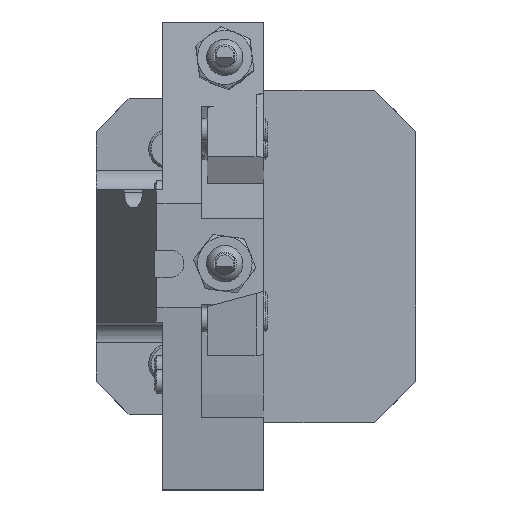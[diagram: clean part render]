
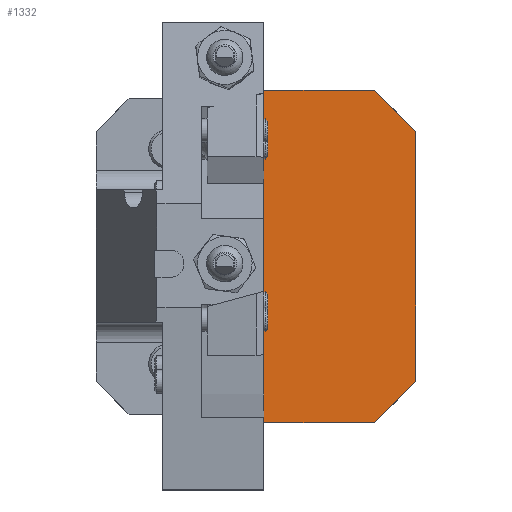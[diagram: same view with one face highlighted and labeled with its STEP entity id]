
A CAD part, top view. The second image highlights one B-rep face of the part: STEP entity #1332.
In plain terms, the highlighted planar face has unit normal (0, 0, 1).
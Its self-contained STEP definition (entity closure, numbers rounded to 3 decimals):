
#247=LINE('',#7897,#580);
#253=LINE('',#7908,#586);
#278=LINE('',#7957,#611);
#297=LINE('',#7993,#630);
#309=LINE('',#8019,#642);
#311=LINE('',#8023,#644);
#580=VECTOR('',#6188,1.);
#586=VECTOR('',#6196,1.);
#611=VECTOR('',#6233,1.);
#630=VECTOR('',#6266,1.);
#642=VECTOR('',#6292,1.);
#644=VECTOR('',#6298,1.);
#1332=ADVANCED_FACE('',(#1749),#1575,.F.);
#1575=PLANE('',#5229);
#1749=FACE_OUTER_BOUND('',#2038,.T.);
#2038=EDGE_LOOP('',(#2983,#2984,#2985,#2986,#2987,#2988));
#2983=ORIENTED_EDGE('',*,*,#4443,.F.);
#2984=ORIENTED_EDGE('',*,*,#4477,.F.);
#2985=ORIENTED_EDGE('',*,*,#4411,.F.);
#2986=ORIENTED_EDGE('',*,*,#4475,.T.);
#2987=ORIENTED_EDGE('',*,*,#4417,.F.);
#2988=ORIENTED_EDGE('',*,*,#4462,.T.);
#3861=VERTEX_POINT('',#7896);
#3862=VERTEX_POINT('',#7898);
#3865=VERTEX_POINT('',#7907);
#3866=VERTEX_POINT('',#7909);
#3883=VERTEX_POINT('',#7956);
#3884=VERTEX_POINT('',#7958);
#4411=EDGE_CURVE('',#3861,#3862,#247,.T.);
#4417=EDGE_CURVE('',#3865,#3866,#253,.T.);
#4443=EDGE_CURVE('',#3883,#3884,#278,.T.);
#4462=EDGE_CURVE('',#3865,#3884,#297,.T.);
#4475=EDGE_CURVE('',#3861,#3866,#309,.T.);
#4477=EDGE_CURVE('',#3862,#3883,#311,.T.);
#5229=AXIS2_PLACEMENT_3D('',#8024,#6299,#6300);
#6188=DIRECTION('',(-1.,0.,0.));
#6196=DIRECTION('',(0.,-1.,0.));
#6233=DIRECTION('',(1.,0.,0.));
#6266=DIRECTION('',(-0.707,0.707,0.));
#6292=DIRECTION('',(0.707,0.707,0.));
#6298=DIRECTION('',(0.,1.,0.));
#6299=DIRECTION('',(0.,0.,-1.));
#6300=DIRECTION('',(0.,1.,0.));
#7896=CARTESIAN_POINT('',(30.351,-42.649,18.));
#7897=CARTESIAN_POINT('',(-41.,-42.649,18.));
#7898=CARTESIAN_POINT('',(2.,-42.649,18.));
#7907=CARTESIAN_POINT('',(41.,32.,18.));
#7908=CARTESIAN_POINT('',(41.,-60.,18.));
#7909=CARTESIAN_POINT('',(41.,-32.,18.));
#7956=CARTESIAN_POINT('',(2.,42.649,18.));
#7957=CARTESIAN_POINT('',(-41.,42.649,18.));
#7958=CARTESIAN_POINT('',(30.351,42.649,18.));
#7993=CARTESIAN_POINT('',(26.,47.,18.));
#8019=CARTESIAN_POINT('',(26.,-47.,18.));
#8023=CARTESIAN_POINT('',(2.,90.,18.));
#8024=CARTESIAN_POINT('',(2.,-60.,18.));
